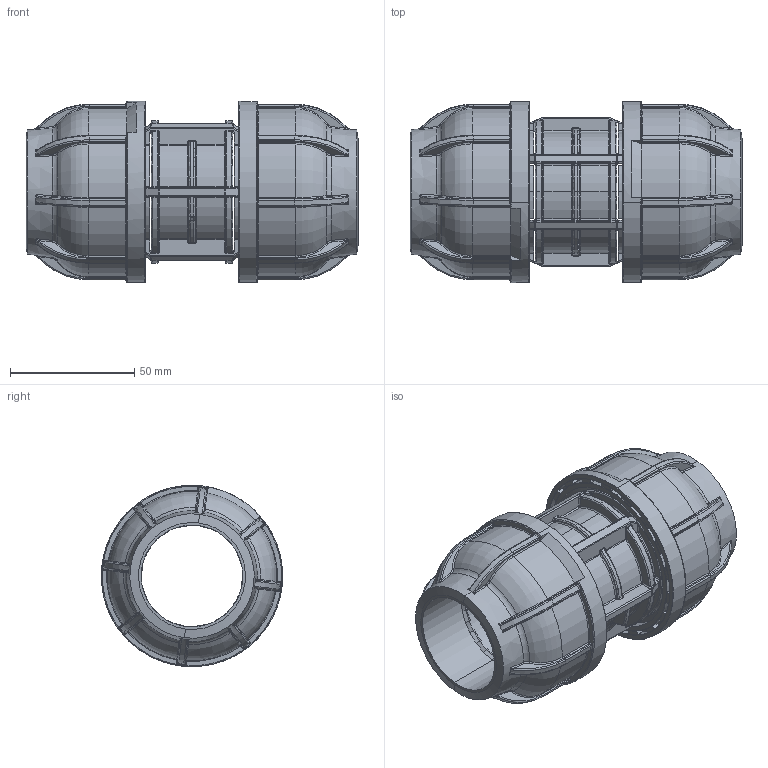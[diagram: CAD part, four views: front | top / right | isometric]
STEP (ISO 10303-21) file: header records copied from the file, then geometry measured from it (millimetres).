
FILE_DESCRIPTION (( 'STEP AP203' ), '1' );
FILE_NAME ('R210.040.040.step', '2013-11-19T09:08:22', ( 'Alusic' ), ( 'Alusic' ), 'SwSTEP 2.0', 'SolidWorks 2011', '' );
FILE_SCHEMA (( 'CONFIG_CONTROL_DESIGN' ));
Length unit declared in the file: millimetre
Products named in the file (1): R210.040.040
Bounding box: 133.68 x 72.97 x 72.95 mm (x, y, z)
Surface area: 67843.2 mm2 (no closed solid volume)
Topology: 0 solids, 33 shells, 1739 faces, 5076 edges, 3031 vertices
Faces by surface type: cylinder 550, bspline 483, torus 298, plane 296, sphere 82, cone 30
Entity records: 74323 total; most frequent: CARTESIAN_POINT 34235, ORIENTED_EDGE 8285, DIRECTION 7958, EDGE_CURVE 4951, AXIS2_PLACEMENT_3D 3392, VERTEX_POINT 3031, CIRCLE 2135, EDGE_LOOP 1745
